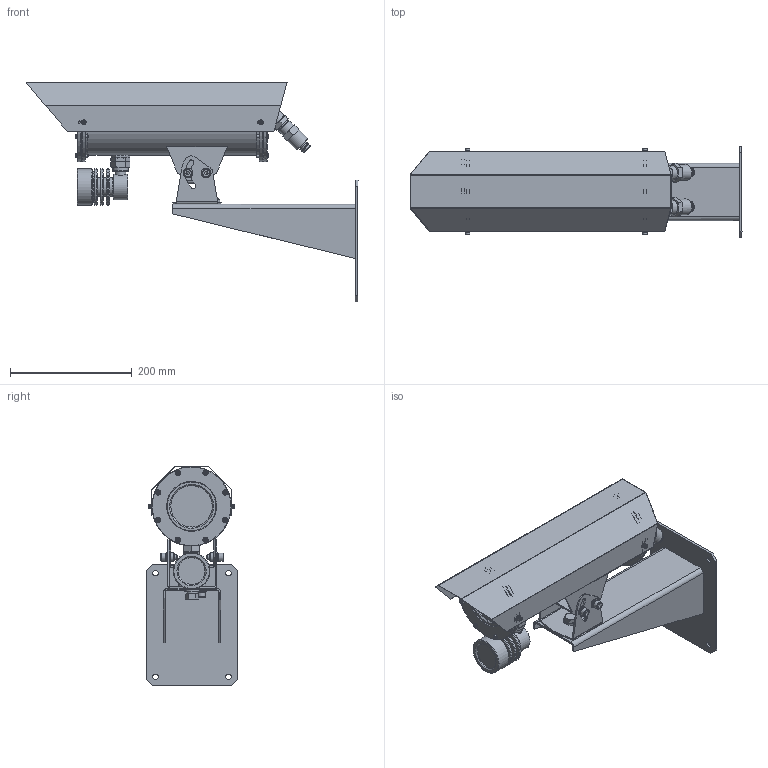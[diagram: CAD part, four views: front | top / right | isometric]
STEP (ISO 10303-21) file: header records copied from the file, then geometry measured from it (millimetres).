
FILE_DESCRIPTION(('STEP AP203'), '1');
FILE_NAME('砱謽鍧鍻黼 藉', '2017-07-04T11:51:29', ('嚦'), (''), 'ASCON STEP Converter 1.3', 'ASCON Math Kernel', '');
FILE_SCHEMA(('CONFIG_CONTROL_DESIGN'));
Length unit declared in the file: millimetre
Products named in the file (45): 207; 208; 209; 210; 211; 212; 213; 214; 215; 216; 217; 218; 219; 220; 221; 222; 223; 224; 225; 226; 227; 228; 229; 230; ﾑﾌﾄ231; 232; 233; 234; 235; 236; 237; 238; 239; 240; 241; 242; 243; 244; 245; 246 ...
Assembly tree (123 placements, depth 3):
  207
    208
    209  x2
    210  x2
    211
    212
    213
    214
    215
    216
    217
    218  x2
      219
      220
      221
      222
      223
    224
    225
    226  x2
    227
    228
    229
    230  x7
    ﾑﾌﾄ231
    232  x20
    233  x20
    234  x16
    235  x2
    236
    237
    238
    239  x5
    240  x5
    241  x5
    242  x4
    243
    244
      245
      246
      247
      248
      249
    250
    251
Bounding box: 544.62 x 150 x 360.76 mm (x, y, z)
Volume: 1895490.5 mm3; surface area: 1139027.5 mm2
Topology: 126 solids, 126 shells, 1535 faces, 3247 edges, 2069 vertices
Faces by surface type: plane 732, cylinder 478, cone 253, torus 55, bspline 17
Full cylindrical faces by diameter (mm): 3.1 x30, 3.5 x4, 4 x20, 4.1 x4, 4.2 x2, 4.3 x20, 5 x20, 5.1 x2, 6.2 x7, 6.3 x3, 7 x20, 8 x25, 8.3 x8, 8.5 x2, 8.6 x8, 9 x9, 10.647 x1, 11 x7, 12 x10, 12.5 x2, 13 x8, 13.5 x2, 14.5 x3, 14.997 x2, 15 x9, 16 x5, 18 x5, 18.5 x2, 18.56 x2, 18.7 x2
Entity records: 30515 total; most frequent: CARTESIAN_POINT 8255, DIRECTION 3940, ORIENTED_EDGE 3400, EDGE_CURVE 1700, AXIS2_PLACEMENT_3D 1579, VERTEX_POINT 1074, EDGE_LOOP 1040, LINE 782
